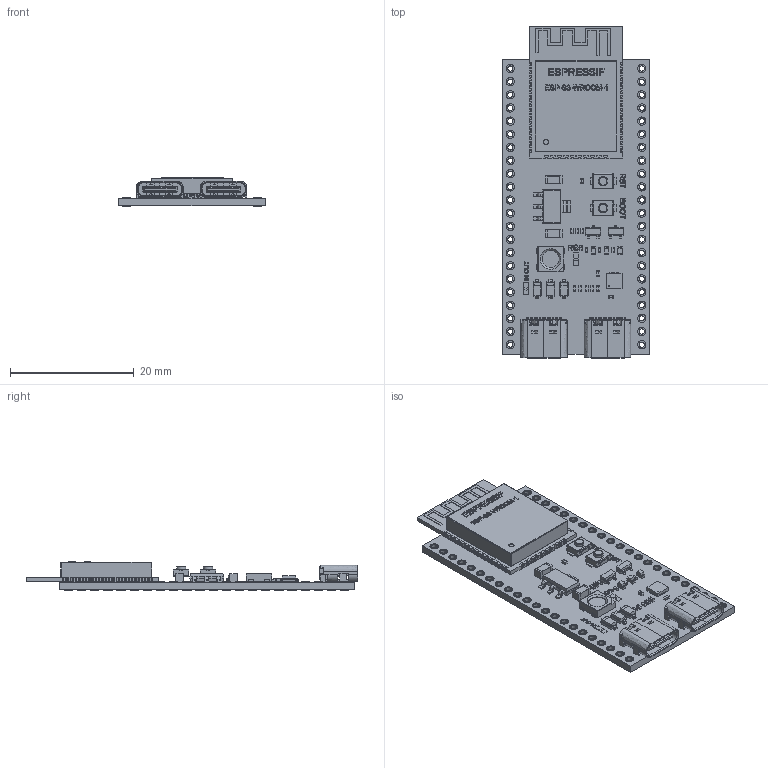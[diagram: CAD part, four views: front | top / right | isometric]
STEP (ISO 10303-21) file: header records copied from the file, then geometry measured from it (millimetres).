
FILE_DESCRIPTION(('FreeCAD Model'),'2;1');
FILE_NAME('Open CASCADE Shape Model','2025-05-02T11:56:44',('FreeCAD'),( 'FreeCAD'),'Open CASCADE STEP processor 7.6','FreeCAD','Unknown');
FILE_SCHEMA(('AUTOMOTIVE_DESIGN { 1 0 10303 214 1 1 1 1 }'));
Products named in the file (1): Open CASCADE STEP translator 7.6 1
Bounding box: 23.7 x 53.7 x 4.61 mm (x, y, z)
Volume: 1878.5 mm3; surface area: 5644.6 mm2
Topology: 228 solids, 268 shells, 4730 faces, 11710 edges, 7606 vertices
Faces by surface type: bspline 4730
Entity records: 133871 total; most frequent: CARTESIAN_POINT 61869, ORIENTED_EDGE 23420, EDGE_CURVE 11710, B_SPLINE_CURVE_WITH_KNOTS 9936, VERTEX_POINT 7606, FACE_BOUND 5100, EDGE_LOOP 5100, ADVANCED_FACE 4730
